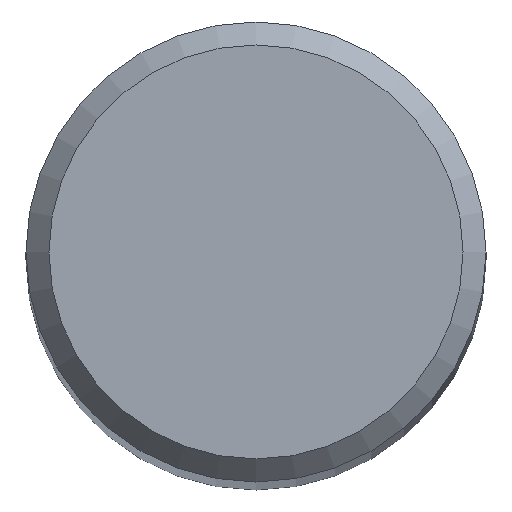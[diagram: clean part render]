
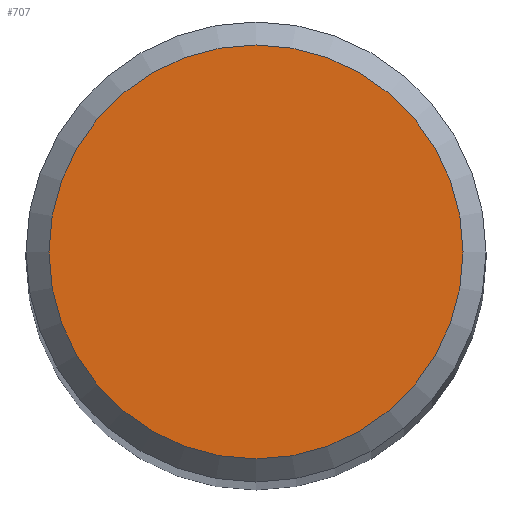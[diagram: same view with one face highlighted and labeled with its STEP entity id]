
A CAD part, top view. The second image highlights one B-rep face of the part: STEP entity #707.
In plain terms, the highlighted planar face has unit normal (0, 0, 1).
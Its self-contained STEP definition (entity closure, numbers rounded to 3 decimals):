
#512=PLANE('',#2276);
#574=FACE_OUTER_BOUND('',#899,.T.);
#707=ADVANCED_FACE('CU_1149_SU_3',(#574),#512,.F.);
#899=EDGE_LOOP('',(#1055));
#1055=ORIENTED_EDGE('',*,*,#1875,.T.);
#1671=VERTEX_POINT('',#3167);
#1875=EDGE_CURVE('',#1671,#1671,#2184,.T.);
#2184=CIRCLE('',#2274,9.);
#2274=AXIS2_PLACEMENT_3D('',#3166,#2529,#2530);
#2276=AXIS2_PLACEMENT_3D('',#3169,#2533,#2534);
#2529=DIRECTION('',(0.,0.,1.));
#2530=DIRECTION('',(1.,0.,0.));
#2533=DIRECTION('',(0.,0.,-1.));
#2534=DIRECTION('',(-1.,0.,0.));
#3166=CARTESIAN_POINT('',(0.,0.,0.));
#3167=CARTESIAN_POINT('',(9.,0.,0.));
#3169=CARTESIAN_POINT('',(-9.,0.,0.));
